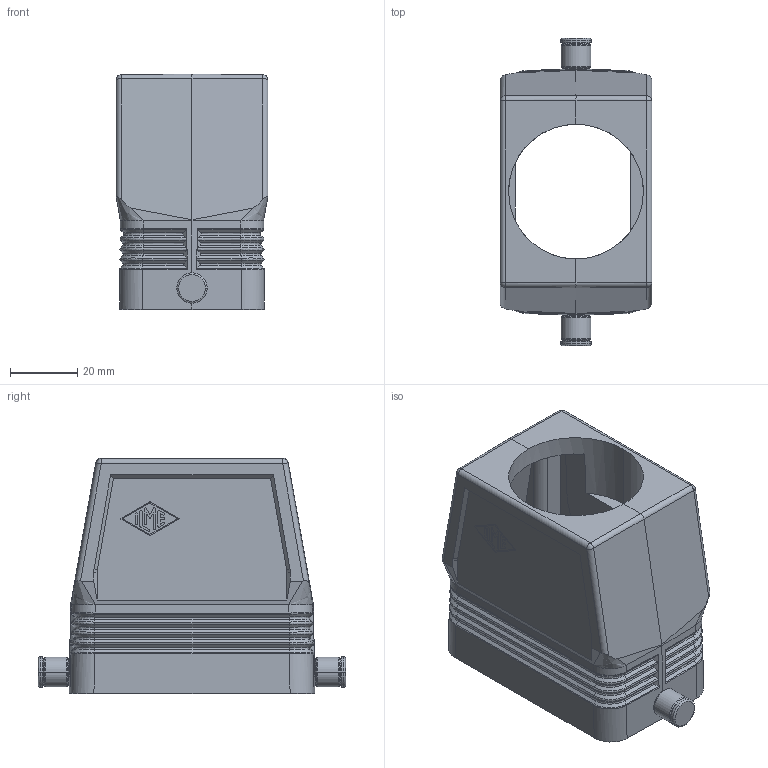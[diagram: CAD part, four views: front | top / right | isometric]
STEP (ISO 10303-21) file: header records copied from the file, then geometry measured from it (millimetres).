
FILE_DESCRIPTION(('Creo Elements/Direct Modeling STEP Export'),'2;1');
FILE_NAME('0ln7uvk45ckm9qd3980','2016-10-25T 9:25:14',(''),(''),'PTC Creo Elements/Direct Modeling STEP processor for AP214 (Solid Model)','PTC Creo Elements/Direct Modeling 19.0E 27-Jun-2016 (C) Parametric Technology GmbH','');
FILE_SCHEMA(('AUTOMOTIVE_DESIGN { 1 0 10303 214 1 1 1 1 }'));
Products named in the file (2): MFV_10_L40
Assembly tree (1 placements, depth 2):
  MFV_10_L40
    MFV_10_L40
Bounding box: 45 x 91.19 x 70 mm (x, y, z)
Volume: 62605.9 mm3; surface area: 32765.6 mm2
Topology: 1 solids, 1 shells, 403 faces, 997 edges, 612 vertices
Faces by surface type: plane 151, bspline 102, cylinder 86, extrusion 28, torus 20, cone 12, sphere 4
Entity records: 40045 total; most frequent: CARTESIAN_POINT 28529, ORIENTED_EDGE 1986, DIRECTION 1315, EDGE_CURVE 993, VERTEX_POINT 612, VECTOR 511, LINE 483, EDGE_LOOP 425
